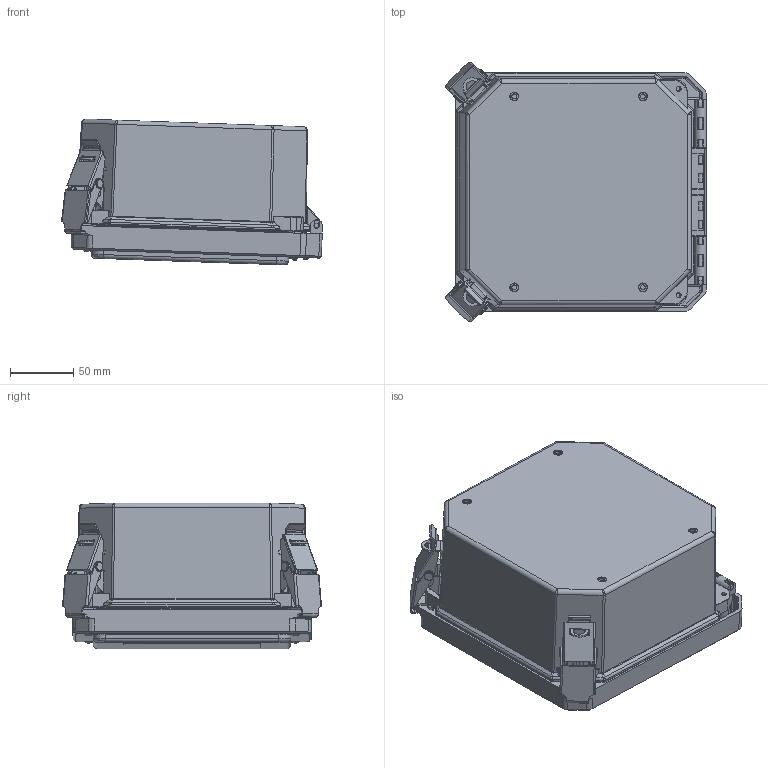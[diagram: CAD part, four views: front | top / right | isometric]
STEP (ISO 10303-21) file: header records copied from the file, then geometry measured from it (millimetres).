
FILE_DESCRIPTION (( 'STEP AP214' ), '1' );
FILE_NAME ('FRW60604HPL.STEP', '2021-10-07T16:31:59', ( '' ), ( '' ), 'SwSTEP 2.0', 'SolidWorks 2021', '' );
FILE_SCHEMA (( 'AUTOMOTIVE_DESIGN' ));
Length unit declared in the file: inch
Products named in the file (1): FRW60604HPL
Bounding box: 205.87 x 204.3 x 115.02 mm (x, y, z)
Volume: 665030.3 mm3; surface area: 350275.4 mm2
Topology: 30 solids, 30 shells, 2338 faces, 5802 edges, 3475 vertices
Faces by surface type: cylinder 1001, plane 745, bspline 356, torus 151, cone 61, sphere 24
Entity records: 94459 total; most frequent: CARTESIAN_POINT 43043, ORIENTED_EDGE 11450, DIRECTION 9263, EDGE_CURVE 5725, VERTEX_POINT 3472, AXIS2_PLACEMENT_3D 3265, VECTOR 2733, LINE 2733
